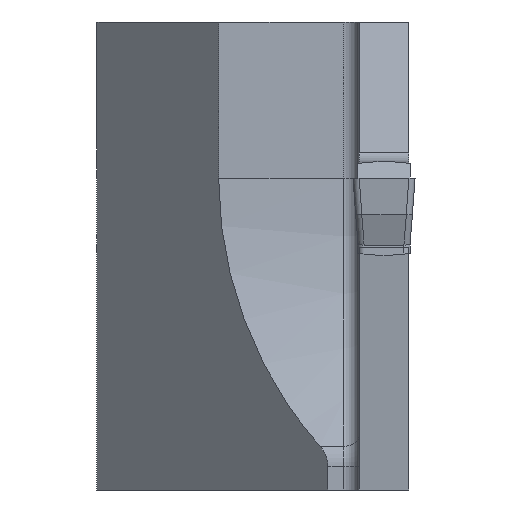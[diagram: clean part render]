
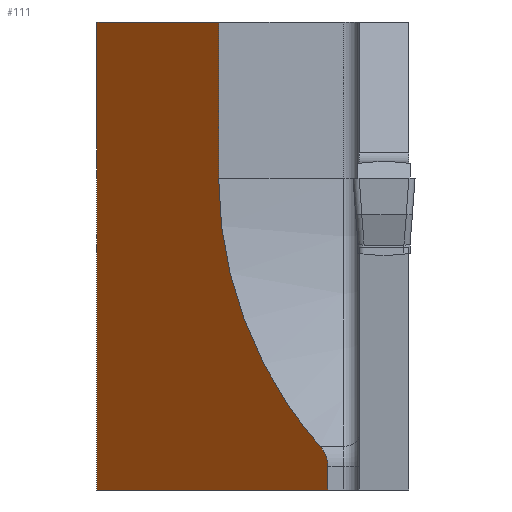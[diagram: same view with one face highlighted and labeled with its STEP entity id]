
A CAD part, left-side view. The second image highlights one B-rep face of the part: STEP entity #111.
In plain terms, the highlighted planar face has unit normal (-0.707, 0.707, 0).
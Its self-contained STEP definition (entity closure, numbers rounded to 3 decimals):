
#68=ELLIPSE('',#1162,2.828,2.);
#69=ELLIPSE('',#1178,36.77,26.);
#111=ADVANCED_FACE('',(#211),#164,.F.);
#164=PLANE('',#1188);
#211=FACE_OUTER_BOUND('',#271,.T.);
#271=EDGE_LOOP('',(#428,#429,#430,#431,#432,#433,#434));
#428=ORIENTED_EDGE('',*,*,#789,.F.);
#429=ORIENTED_EDGE('',*,*,#777,.F.);
#430=ORIENTED_EDGE('',*,*,#781,.F.);
#431=ORIENTED_EDGE('',*,*,#807,.F.);
#432=ORIENTED_EDGE('',*,*,#804,.F.);
#433=ORIENTED_EDGE('',*,*,#784,.F.);
#434=ORIENTED_EDGE('',*,*,#794,.F.);
#672=VERTEX_POINT('',#1620);
#673=VERTEX_POINT('',#1622);
#676=VERTEX_POINT('',#1629);
#677=VERTEX_POINT('',#1634);
#679=VERTEX_POINT('',#1637);
#681=VERTEX_POINT('',#1645);
#686=VERTEX_POINT('',#1673);
#777=EDGE_CURVE('',#672,#673,#933,.T.);
#781=EDGE_CURVE('',#676,#672,#68,.T.);
#784=EDGE_CURVE('',#677,#679,#938,.T.);
#789=EDGE_CURVE('',#673,#681,#942,.T.);
#794=EDGE_CURVE('',#681,#677,#946,.T.);
#804=EDGE_CURVE('',#679,#686,#955,.T.);
#807=EDGE_CURVE('',#686,#676,#69,.T.);
#933=LINE('',#1621,#1053);
#938=LINE('',#1636,#1058);
#942=LINE('',#1644,#1062);
#946=LINE('',#1652,#1066);
#955=LINE('',#1672,#1075);
#1053=VECTOR('',#1287,1.);
#1058=VECTOR('',#1300,1.);
#1062=VECTOR('',#1308,1.);
#1066=VECTOR('',#1316,1.);
#1075=VECTOR('',#1341,1.);
#1162=AXIS2_PLACEMENT_3D('',#1630,#1293,#1294);
#1178=AXIS2_PLACEMENT_3D('',#1678,#1346,#1347);
#1188=AXIS2_PLACEMENT_3D('',#1688,#1366,#1367);
#1287=DIRECTION('',(0.,0.,-1.));
#1293=DIRECTION('',(0.707,-0.707,0.));
#1294=DIRECTION('',(-0.707,-0.707,0.));
#1300=DIRECTION('',(-0.707,-0.707,0.));
#1308=DIRECTION('',(0.707,0.707,0.));
#1316=DIRECTION('',(0.,0.,1.));
#1341=DIRECTION('',(0.,0.,-1.));
#1346=DIRECTION('',(-0.707,0.707,0.));
#1347=DIRECTION('',(-0.707,-0.707,0.));
#1366=DIRECTION('',(0.707,-0.707,0.));
#1367=DIRECTION('',(0.707,0.707,0.));
#1620=CARTESIAN_POINT('',(19.,5.2,-18.52));
#1621=CARTESIAN_POINT('',(19.,5.2,30.));
#1622=CARTESIAN_POINT('',(19.,5.2,-20.));
#1629=CARTESIAN_POINT('',(19.5,5.7,-17.197));
#1630=CARTESIAN_POINT('',(21.,7.2,-18.52));
#1634=CARTESIAN_POINT('',(33.8,20.,10.));
#1636=CARTESIAN_POINT('',(33.8,20.,10.));
#1637=CARTESIAN_POINT('',(26.,12.2,10.));
#1644=CARTESIAN_POINT('',(33.8,20.,-20.));
#1645=CARTESIAN_POINT('',(33.8,20.,-20.));
#1652=CARTESIAN_POINT('',(33.8,20.,30.));
#1672=CARTESIAN_POINT('',(26.,12.2,30.));
#1673=CARTESIAN_POINT('',(26.,12.2,0.));
#1678=CARTESIAN_POINT('',(0.,-13.8,0.));
#1688=CARTESIAN_POINT('',(33.8,20.,30.));
